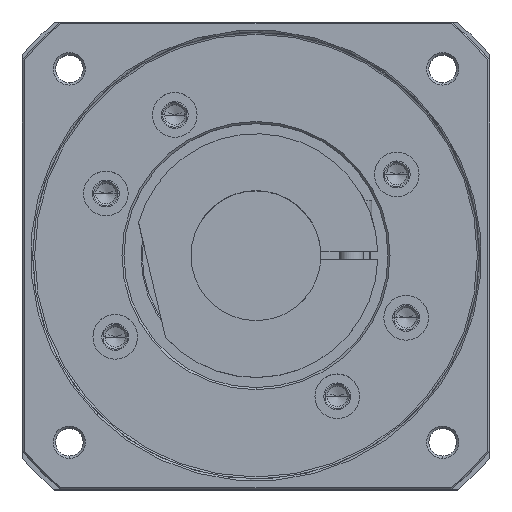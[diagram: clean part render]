
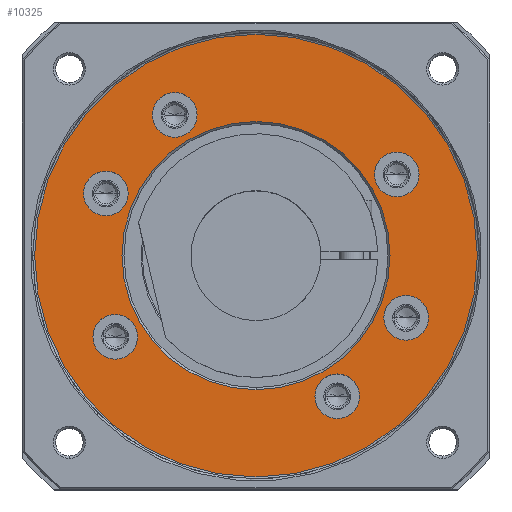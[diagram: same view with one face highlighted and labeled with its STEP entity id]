
A CAD part, top view. The second image highlights one B-rep face of the part: STEP entity #10325.
In plain terms, the highlighted planar face has unit normal (0, 0, 1).
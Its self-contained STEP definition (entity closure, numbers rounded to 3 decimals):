
#8613=CARTESIAN_POINT('',(0.,0.,16.5));
#8614=DIRECTION('',(0.,0.,1.));
#8615=DIRECTION('',(0.,-1.,0.));
#8616=AXIS2_PLACEMENT_3D('',#8613,#8614,#8615);
#8618=CARTESIAN_POINT('',(0.,0.,16.5));
#8619=DIRECTION('',(0.,0.,-1.));
#8620=DIRECTION('',(0.,-1.,0.));
#8621=AXIS2_PLACEMENT_3D('',#8618,#8619,#8620);
#8623=CARTESIAN_POINT('',(34.641,20.,16.5));
#8624=DIRECTION('',(0.,0.,1.));
#8625=DIRECTION('',(-1.,0.,0.));
#8626=AXIS2_PLACEMENT_3D('',#8623,#8624,#8625);
#8628=CARTESIAN_POINT('',(34.641,20.,16.5));
#8629=DIRECTION('',(0.,0.,1.));
#8630=DIRECTION('',(1.,0.,0.));
#8631=AXIS2_PLACEMENT_3D('',#8628,#8629,#8630);
#8633=CARTESIAN_POINT('',(-20.,34.641,16.5));
#8634=DIRECTION('',(0.,0.,1.));
#8635=DIRECTION('',(-1.,0.,0.));
#8636=AXIS2_PLACEMENT_3D('',#8633,#8634,#8635);
#8638=CARTESIAN_POINT('',(-20.,34.641,16.5));
#8639=DIRECTION('',(0.,0.,1.));
#8640=DIRECTION('',(1.,0.,0.));
#8641=AXIS2_PLACEMENT_3D('',#8638,#8639,#8640);
#8643=CARTESIAN_POINT('',(-34.641,-20.,16.5));
#8644=DIRECTION('',(0.,0.,1.));
#8645=DIRECTION('',(-1.,0.,0.));
#8646=AXIS2_PLACEMENT_3D('',#8643,#8644,#8645);
#8648=CARTESIAN_POINT('',(-34.641,-20.,16.5));
#8649=DIRECTION('',(0.,0.,1.));
#8650=DIRECTION('',(1.,0.,0.));
#8651=AXIS2_PLACEMENT_3D('',#8648,#8649,#8650);
#8653=CARTESIAN_POINT('',(20.,-34.641,16.5));
#8654=DIRECTION('',(0.,0.,1.));
#8655=DIRECTION('',(-1.,0.,0.));
#8656=AXIS2_PLACEMENT_3D('',#8653,#8654,#8655);
#8658=CARTESIAN_POINT('',(20.,-34.641,16.5));
#8659=DIRECTION('',(0.,0.,1.));
#8660=DIRECTION('',(1.,0.,0.));
#8661=AXIS2_PLACEMENT_3D('',#8658,#8659,#8660);
#8663=CARTESIAN_POINT('',(-15.307,-36.955,16.5));
#8664=DIRECTION('',(0.,0.,1.));
#8665=DIRECTION('',(-1.,0.,0.));
#8666=AXIS2_PLACEMENT_3D('',#8663,#8664,#8665);
#8668=CARTESIAN_POINT('',(-15.307,-36.955,16.5));
#8669=DIRECTION('',(0.,0.,1.));
#8670=DIRECTION('',(1.,0.,0.));
#8671=AXIS2_PLACEMENT_3D('',#8668,#8669,#8670);
#8673=CARTESIAN_POINT('',(15.307,36.955,16.5));
#8674=DIRECTION('',(0.,0.,1.));
#8675=DIRECTION('',(-1.,0.,0.));
#8676=AXIS2_PLACEMENT_3D('',#8673,#8674,#8675);
#8678=CARTESIAN_POINT('',(15.307,36.955,16.5));
#8679=DIRECTION('',(0.,0.,1.));
#8680=DIRECTION('',(1.,0.,0.));
#8681=AXIS2_PLACEMENT_3D('',#8678,#8679,#8680);
#9313=CARTESIAN_POINT('',(0.,0.,16.5));
#9314=DIRECTION('',(0.,0.,-1.));
#9315=DIRECTION('',(1.,0.,0.));
#9316=AXIS2_PLACEMENT_3D('',#9313,#9314,#9315);
#9331=CARTESIAN_POINT('',(0.,0.,16.5));
#9332=DIRECTION('',(0.,0.,-1.));
#9333=DIRECTION('',(-1.,0.,0.));
#9334=AXIS2_PLACEMENT_3D('',#9331,#9332,#9333);
#9782=CARTESIAN_POINT('',(29.141,20.,16.5));
#9783=CARTESIAN_POINT('',(40.141,20.,16.5));
#9784=VERTEX_POINT('',#9782);
#9785=VERTEX_POINT('',#9783);
#9786=CARTESIAN_POINT('',(-25.5,34.641,16.5));
#9787=CARTESIAN_POINT('',(-14.5,34.641,16.5));
#9788=VERTEX_POINT('',#9786);
#9789=VERTEX_POINT('',#9787);
#9790=CARTESIAN_POINT('',(-40.141,-20.,16.5));
#9791=CARTESIAN_POINT('',(-29.141,-20.,16.5));
#9792=VERTEX_POINT('',#9790);
#9793=VERTEX_POINT('',#9791);
#9794=CARTESIAN_POINT('',(14.5,-34.641,16.5));
#9795=CARTESIAN_POINT('',(25.5,-34.641,16.5));
#9796=VERTEX_POINT('',#9794);
#9797=VERTEX_POINT('',#9795);
#9814=CARTESIAN_POINT('',(0.,-54.5,16.5));
#9815=VERTEX_POINT('',#9814);
#9816=CARTESIAN_POINT('',(0.,54.5,16.5));
#9817=VERTEX_POINT('',#9816);
#9900=CARTESIAN_POINT('',(-20.807,-36.955,16.5));
#9901=CARTESIAN_POINT('',(-9.807,-36.955,16.5));
#9902=VERTEX_POINT('',#9900);
#9903=VERTEX_POINT('',#9901);
#9912=CARTESIAN_POINT('',(9.807,36.955,16.5));
#9913=CARTESIAN_POINT('',(20.807,36.955,16.5));
#9914=VERTEX_POINT('',#9912);
#9915=VERTEX_POINT('',#9913);
#9952=CARTESIAN_POINT('',(-33.,0.,16.5));
#9953=CARTESIAN_POINT('',(33.,0.,16.5));
#9954=VERTEX_POINT('',#9952);
#9955=VERTEX_POINT('',#9953);
#10273=CARTESIAN_POINT('',(0.,0.,16.5));
#10274=DIRECTION('',(0.,0.,-1.));
#10275=DIRECTION('',(0.,-1.,0.));
#10276=AXIS2_PLACEMENT_3D('',#10273,#10274,#10275);
#10277=PLANE('',#10276);
#10279=ORIENTED_EDGE('',*,*,#10278,.F.);
#10281=ORIENTED_EDGE('',*,*,#10280,.T.);
#10282=EDGE_LOOP('',(#10279,#10281));
#10283=FACE_OUTER_BOUND('',#10282,.F.);
#10285=ORIENTED_EDGE('',*,*,#10284,.F.);
#10287=ORIENTED_EDGE('',*,*,#10286,.F.);
#10288=EDGE_LOOP('',(#10285,#10287));
#10289=FACE_BOUND('',#10288,.F.);
#10291=ORIENTED_EDGE('',*,*,#10290,.T.);
#10293=ORIENTED_EDGE('',*,*,#10292,.T.);
#10294=EDGE_LOOP('',(#10291,#10293));
#10295=FACE_BOUND('',#10294,.F.);
#10297=ORIENTED_EDGE('',*,*,#10296,.T.);
#10299=ORIENTED_EDGE('',*,*,#10298,.T.);
#10300=EDGE_LOOP('',(#10297,#10299));
#10301=FACE_BOUND('',#10300,.F.);
#10303=ORIENTED_EDGE('',*,*,#10302,.T.);
#10305=ORIENTED_EDGE('',*,*,#10304,.T.);
#10306=EDGE_LOOP('',(#10303,#10305));
#10307=FACE_BOUND('',#10306,.F.);
#10308=ORIENTED_EDGE('',*,*,#10263,.T.);
#10310=ORIENTED_EDGE('',*,*,#10309,.T.);
#10311=EDGE_LOOP('',(#10308,#10310));
#10312=FACE_BOUND('',#10311,.F.);
#10314=ORIENTED_EDGE('',*,*,#10313,.T.);
#10316=ORIENTED_EDGE('',*,*,#10315,.T.);
#10317=EDGE_LOOP('',(#10314,#10316));
#10318=FACE_BOUND('',#10317,.F.);
#10320=ORIENTED_EDGE('',*,*,#10319,.T.);
#10322=ORIENTED_EDGE('',*,*,#10321,.T.);
#10323=EDGE_LOOP('',(#10320,#10322));
#10324=FACE_BOUND('',#10323,.F.);
#10325=ADVANCED_FACE('',(#10283,#10289,#10295,#10301,#10307,#10312,#10318,
#10324),#10277,.F.);
#8617=CIRCLE('',#8616,54.5);
#8622=CIRCLE('',#8621,54.5);
#8627=CIRCLE('',#8626,5.5);
#8632=CIRCLE('',#8631,5.5);
#8637=CIRCLE('',#8636,5.5);
#8642=CIRCLE('',#8641,5.5);
#8647=CIRCLE('',#8646,5.5);
#8652=CIRCLE('',#8651,5.5);
#8657=CIRCLE('',#8656,5.5);
#8662=CIRCLE('',#8661,5.5);
#8667=CIRCLE('',#8666,5.5);
#8672=CIRCLE('',#8671,5.5);
#8677=CIRCLE('',#8676,5.5);
#8682=CIRCLE('',#8681,5.5);
#9317=CIRCLE('',#9316,33.);
#9335=CIRCLE('',#9334,33.);
#10263=EDGE_CURVE('',#9796,#9797,#8657,.T.);
#10278=EDGE_CURVE('',#9815,#9817,#8617,.T.);
#10280=EDGE_CURVE('',#9815,#9817,#8622,.T.);
#10284=EDGE_CURVE('',#9955,#9954,#9317,.T.);
#10286=EDGE_CURVE('',#9954,#9955,#9335,.T.);
#10290=EDGE_CURVE('',#9784,#9785,#8627,.T.);
#10292=EDGE_CURVE('',#9785,#9784,#8632,.T.);
#10296=EDGE_CURVE('',#9788,#9789,#8637,.T.);
#10298=EDGE_CURVE('',#9789,#9788,#8642,.T.);
#10302=EDGE_CURVE('',#9792,#9793,#8647,.T.);
#10304=EDGE_CURVE('',#9793,#9792,#8652,.T.);
#10309=EDGE_CURVE('',#9797,#9796,#8662,.T.);
#10313=EDGE_CURVE('',#9902,#9903,#8667,.T.);
#10315=EDGE_CURVE('',#9903,#9902,#8672,.T.);
#10319=EDGE_CURVE('',#9914,#9915,#8677,.T.);
#10321=EDGE_CURVE('',#9915,#9914,#8682,.T.);
